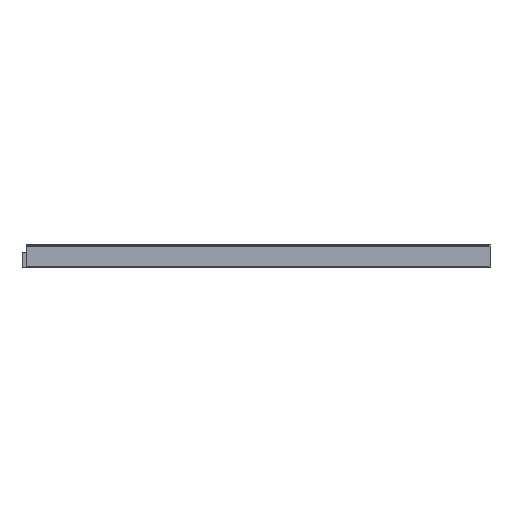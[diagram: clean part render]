
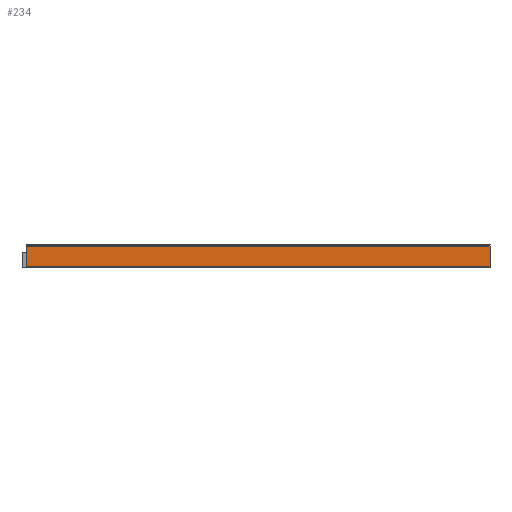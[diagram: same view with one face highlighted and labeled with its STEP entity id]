
A CAD part, top view. The second image highlights one B-rep face of the part: STEP entity #234.
In plain terms, the highlighted planar face has unit normal (0, 0, 1).
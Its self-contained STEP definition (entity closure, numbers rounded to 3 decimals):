
#16 = VERTEX_POINT ( 'NONE', #2323 ) ;
#93 = VECTOR ( 'NONE', #1534, 1000. ) ;
#119 = LINE ( 'NONE', #1196, #1244 ) ;
#234 = ADVANCED_FACE ( 'NONE', ( #1192 ), #1825, .F. ) ;
#402 = ORIENTED_EDGE ( 'NONE', *, *, #1466, .T. ) ;
#443 = ORIENTED_EDGE ( 'NONE', *, *, #1053, .T. ) ;
#570 = EDGE_LOOP ( 'NONE', ( #2503, #402, #2607, #443 ) ) ;
#797 = CARTESIAN_POINT ( 'NONE',  ( -2., 0.7, 0. ) ) ;
#895 = CARTESIAN_POINT ( 'NONE',  ( 284.3, 0., 0. ) ) ;
#1053 = EDGE_CURVE ( 'NONE', #1554, #1125, #1416, .T. ) ;
#1110 = DIRECTION ( 'NONE',  ( 1., 0., 0. ) ) ;
#1125 = VERTEX_POINT ( 'NONE', #797 ) ;
#1150 = CARTESIAN_POINT ( 'NONE',  ( 0., 0., 0. ) ) ;
#1167 = DIRECTION ( 'NONE',  ( 0., -1., 0. ) ) ;
#1180 = DIRECTION ( 'NONE',  ( -1., 0., 0. ) ) ;
#1187 = DIRECTION ( 'NONE',  ( -1., 0., 0. ) ) ;
#1192 = FACE_OUTER_BOUND ( 'NONE', #570, .T. ) ;
#1196 = CARTESIAN_POINT ( 'NONE',  ( -2., 13.4, 0. ) ) ;
#1244 = VECTOR ( 'NONE', #1187, 1000. ) ;
#1384 = DIRECTION ( 'NONE',  ( 0., 0., -1. ) ) ;
#1416 = LINE ( 'NONE', #2215, #1509 ) ;
#1466 = EDGE_CURVE ( 'NONE', #2601, #16, #1640, .T. ) ;
#1509 = VECTOR ( 'NONE', #1167, 1000. ) ;
#1534 = DIRECTION ( 'NONE',  ( 0., 1., 0. ) ) ;
#1554 = VERTEX_POINT ( 'NONE', #2196 ) ;
#1640 = LINE ( 'NONE', #895, #93 ) ;
#1737 = CARTESIAN_POINT ( 'NONE',  ( -2., 0.7, 0. ) ) ;
#1811 = LINE ( 'NONE', #1737, #2716 ) ;
#1825 = PLANE ( 'NONE',  #1914 ) ;
#1914 = AXIS2_PLACEMENT_3D ( 'NONE', #1150, #1384, #1180 ) ;
#2003 = CARTESIAN_POINT ( 'NONE',  ( 284.3, 0.7, 0. ) ) ;
#2047 = EDGE_CURVE ( 'NONE', #1125, #2601, #1811, .T. ) ;
#2171 = EDGE_CURVE ( 'NONE', #16, #1554, #119, .T. ) ;
#2196 = CARTESIAN_POINT ( 'NONE',  ( -2., 13.4, 0. ) ) ;
#2215 = CARTESIAN_POINT ( 'NONE',  ( -2., 0., 0. ) ) ;
#2323 = CARTESIAN_POINT ( 'NONE',  ( 284.3, 13.4, 0. ) ) ;
#2503 = ORIENTED_EDGE ( 'NONE', *, *, #2047, .T. ) ;
#2601 = VERTEX_POINT ( 'NONE', #2003 ) ;
#2607 = ORIENTED_EDGE ( 'NONE', *, *, #2171, .T. ) ;
#2716 = VECTOR ( 'NONE', #1110, 1000. ) ;
